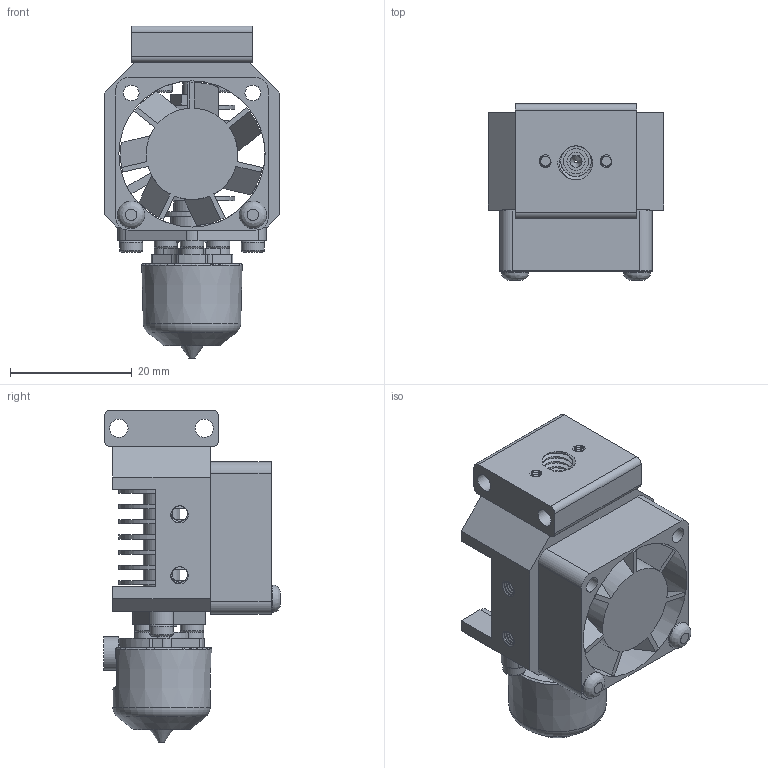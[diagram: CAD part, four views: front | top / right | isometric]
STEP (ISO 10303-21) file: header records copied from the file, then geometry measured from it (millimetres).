
FILE_DESCRIPTION(/* description */ (''),/* implementation_level */ '2;1');
FILE_NAME(/* name */ 'XG Hotend CR Mount.step',/* time_stamp */ '2023-06-21T19:39:01+02:00',/* author */ (''),/* organization */ (''),/* preprocessor_version */ 'ST-DEVELOPER v19.2',/* originating_system */ 'Autodesk Translation Framework v12.6.0.85',/* authorisation */ '');
FILE_SCHEMA (('AUTOMOTIVE_DESIGN { 1 0 10303 214 3 1 1 }'));
Products named in the file (12): XG Hotend Web; Ring Heater Cu; Heatsink Cu; Frame Al; 2510 Fan; ISO 7380 M2.5x14 SS; Nozzle; DIN 912 M2x6 SS (1); Creality Mount Al; Silicone Sock; Thermistor; Heatbreak
Assembly tree (11 placements, depth 2):
  XG Hotend Web
    Ring Heater Cu
    Heatsink Cu
    Frame Al
    2510 Fan
    ISO 7380 M2.5x14 SS
    Nozzle
    DIN 912 M2x6 SS (1)
    Creality Mount Al
    Silicone Sock
    Thermistor
    Heatbreak
Bounding box: 28.8 x 29 x 54.5 mm (x, y, z)
Volume: 12675.6 mm3; surface area: 15876.8 mm2
Topology: 13 solids, 13 shells, 663 faces, 1766 edges, 1168 vertices
Faces by surface type: cylinder 410, plane 176, bspline 41, torus 28, cone 4, sphere 4
Full cylindrical faces by diameter (mm): 1.623 x20, 2 x14, 2.074 x14, 2.075 x16, 2.5 x2, 2.529 x12, 2.58 x6, 2.6 x6, 3 x5, 3.086 x8, 3.1 x8, 3.6 x2, 3.8 x5, 4 x4, 4.1 x1, 4.5 x2, 5 x1, 5.035 x3, 5.5 x1, 6 x8, 6.147 x1, 7 x1, 7.2 x1, 10 x1, 14 x9, 15 x1, 24 x1
Entity records: 39728 total; most frequent: CARTESIAN_POINT 23652, ORIENTED_EDGE 3532, DIRECTION 2841, EDGE_CURVE 1766, VERTEX_POINT 1168, AXIS2_PLACEMENT_3D 1102, EDGE_LOOP 778, B_SPLINE_CURVE_WITH_KNOTS 672
